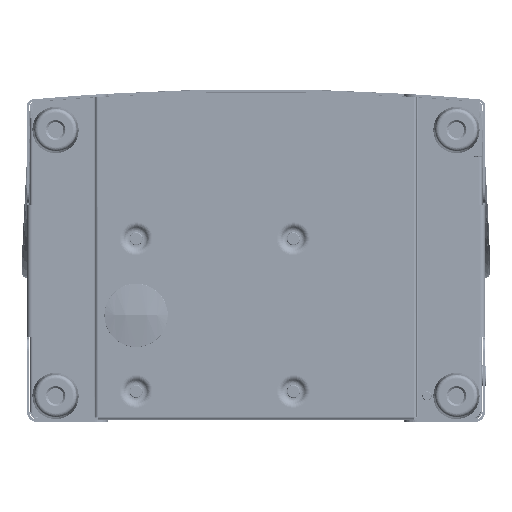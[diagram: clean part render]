
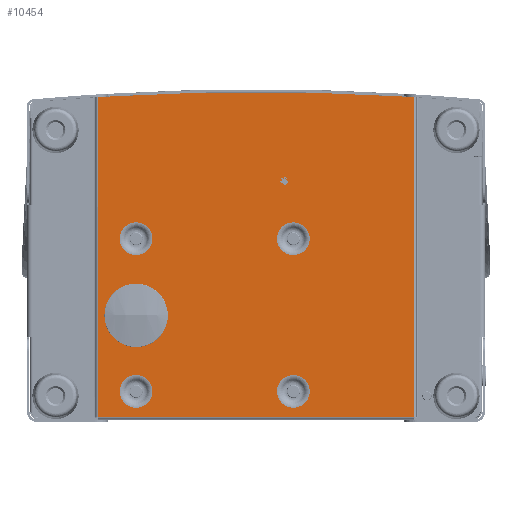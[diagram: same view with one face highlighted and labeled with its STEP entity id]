
A CAD part, front view. The second image highlights one B-rep face of the part: STEP entity #10454.
In plain terms, the highlighted planar face has unit normal (0, -1, 0).
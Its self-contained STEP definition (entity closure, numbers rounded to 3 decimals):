
#3757=CARTESIAN_POINT('',(-120.5,0.,246.175));
#3759=CARTESIAN_POINT('',(-91.5,0.,21.5));
#3760=DIRECTION('',(0.,-1.,0.));
#3761=DIRECTION('',(-1.,0.,0.));
#3762=AXIS2_PLACEMENT_3D('',#3759,#3760,#3761);
#3764=CARTESIAN_POINT('',(-91.5,0.,21.5));
#3765=DIRECTION('',(0.,-1.,0.));
#3766=DIRECTION('',(1.,0.,0.));
#3767=AXIS2_PLACEMENT_3D('',#3764,#3765,#3766);
#3769=CARTESIAN_POINT('',(-91.5,0.,138.));
#3770=DIRECTION('',(0.,-1.,0.));
#3771=DIRECTION('',(-1.,0.,0.));
#3772=AXIS2_PLACEMENT_3D('',#3769,#3770,#3771);
#3774=CARTESIAN_POINT('',(-91.5,0.,138.));
#3775=DIRECTION('',(0.,-1.,0.));
#3776=DIRECTION('',(1.,0.,0.));
#3777=AXIS2_PLACEMENT_3D('',#3774,#3775,#3776);
#3779=CARTESIAN_POINT('',(28.5,0.,21.5));
#3780=DIRECTION('',(0.,-1.,0.));
#3781=DIRECTION('',(-1.,0.,0.));
#3782=AXIS2_PLACEMENT_3D('',#3779,#3780,#3781);
#3784=CARTESIAN_POINT('',(28.5,0.,21.5));
#3785=DIRECTION('',(0.,-1.,0.));
#3786=DIRECTION('',(1.,0.,0.));
#3787=AXIS2_PLACEMENT_3D('',#3784,#3785,#3786);
#3789=CARTESIAN_POINT('',(28.5,0.,138.));
#3790=DIRECTION('',(0.,-1.,0.));
#3791=DIRECTION('',(-1.,0.,0.));
#3792=AXIS2_PLACEMENT_3D('',#3789,#3790,#3791);
#3794=CARTESIAN_POINT('',(28.5,0.,138.));
#3795=DIRECTION('',(0.,-1.,0.));
#3796=DIRECTION('',(1.,0.,0.));
#3797=AXIS2_PLACEMENT_3D('',#3794,#3795,#3796);
#3799=DIRECTION('',(0.,0.,-1.));
#3800=VECTOR('',#3799,244.175);
#3801=CARTESIAN_POINT('',(-120.5,0.,246.175));
#3802=LINE('',#3801,#3800);
#3803=CARTESIAN_POINT('',(0.,0.,-1650.));
#3804=DIRECTION('',(0.,1.,0.));
#3805=DIRECTION('',(-0.063,0.,0.998));
#3806=AXIS2_PLACEMENT_3D('',#3803,#3804,#3805);
#3808=DIRECTION('',(0.,0.,1.));
#3809=VECTOR('',#3808,244.175);
#3810=CARTESIAN_POINT('',(120.5,0.,2.));
#3811=LINE('',#3810,#3809);
#3812=DIRECTION('',(-1.,0.,0.));
#3813=VECTOR('',#3812,241.);
#3814=CARTESIAN_POINT('',(120.5,0.,2.));
#3815=LINE('',#3814,#3813);
#3816=CARTESIAN_POINT('',(21.5,0.,182.));
#3817=DIRECTION('',(0.,-1.,0.));
#3818=DIRECTION('',(1.,0.,0.));
#3819=AXIS2_PLACEMENT_3D('',#3816,#3817,#3818);
#3821=CARTESIAN_POINT('',(21.5,0.,182.));
#3822=DIRECTION('',(0.,-1.,0.));
#3823=DIRECTION('',(-1.,0.,0.));
#3824=AXIS2_PLACEMENT_3D('',#3821,#3822,#3823);
#3826=CARTESIAN_POINT('',(-91.5,0.,79.5));
#3827=DIRECTION('',(0.,-1.,0.));
#3828=DIRECTION('',(-1.,0.,0.));
#3829=AXIS2_PLACEMENT_3D('',#3826,#3827,#3828);
#3831=CARTESIAN_POINT('',(-91.5,0.,79.5));
#3832=DIRECTION('',(0.,-1.,0.));
#3833=DIRECTION('',(1.,0.,0.));
#3834=AXIS2_PLACEMENT_3D('',#3831,#3832,#3833);
#4108=CARTESIAN_POINT('',(120.5,0.,246.175));
#4492=CARTESIAN_POINT('',(-120.5,0.,2.));
#4493=VERTEX_POINT('',#4492);
#4560=CARTESIAN_POINT('',(120.5,0.,2.));
#4561=VERTEX_POINT('',#4560);
#4602=CARTESIAN_POINT('',(-104.,0.,21.5));
#4603=CARTESIAN_POINT('',(-79.,0.,21.5));
#4604=VERTEX_POINT('',#4602);
#4605=VERTEX_POINT('',#4603);
#4626=CARTESIAN_POINT('',(-104.,0.,138.));
#4627=CARTESIAN_POINT('',(-79.,0.,138.));
#4628=VERTEX_POINT('',#4626);
#4629=VERTEX_POINT('',#4627);
#4650=CARTESIAN_POINT('',(16.,0.,21.5));
#4651=CARTESIAN_POINT('',(41.,0.,21.5));
#4652=VERTEX_POINT('',#4650);
#4653=VERTEX_POINT('',#4651);
#4674=CARTESIAN_POINT('',(16.,0.,138.));
#4675=CARTESIAN_POINT('',(41.,0.,138.));
#4676=VERTEX_POINT('',#4674);
#4677=VERTEX_POINT('',#4675);
#4696=VERTEX_POINT('',#4108);
#4796=CARTESIAN_POINT('',(23.5,0.,182.));
#4797=CARTESIAN_POINT('',(19.5,0.,182.));
#4798=VERTEX_POINT('',#4796);
#4799=VERTEX_POINT('',#4797);
#4888=VERTEX_POINT('',#3757);
#5625=CARTESIAN_POINT('',(-69.,0.,79.5));
#5626=CARTESIAN_POINT('',(-114.,0.,79.5));
#5627=VERTEX_POINT('',#5625);
#5628=VERTEX_POINT('',#5626);
#10404=CARTESIAN_POINT('',(-172.5,0.,0.));
#10405=DIRECTION('',(0.,-1.,0.));
#10406=DIRECTION('',(1.,0.,0.));
#10407=AXIS2_PLACEMENT_3D('',#10404,#10405,#10406);
#10408=PLANE('',#10407);
#10409=ORIENTED_EDGE('',*,*,#10392,.F.);
#10411=ORIENTED_EDGE('',*,*,#10410,.T.);
#10413=ORIENTED_EDGE('',*,*,#10412,.F.);
#10415=ORIENTED_EDGE('',*,*,#10414,.T.);
#10416=EDGE_LOOP('',(#10409,#10411,#10413,#10415));
#10417=FACE_OUTER_BOUND('',#10416,.F.);
#10419=ORIENTED_EDGE('',*,*,#10418,.T.);
#10421=ORIENTED_EDGE('',*,*,#10420,.T.);
#10422=EDGE_LOOP('',(#10419,#10421));
#10423=FACE_BOUND('',#10422,.F.);
#10425=ORIENTED_EDGE('',*,*,#10424,.T.);
#10427=ORIENTED_EDGE('',*,*,#10426,.T.);
#10428=EDGE_LOOP('',(#10425,#10427));
#10429=FACE_BOUND('',#10428,.F.);
#10431=ORIENTED_EDGE('',*,*,#10430,.T.);
#10433=ORIENTED_EDGE('',*,*,#10432,.T.);
#10434=EDGE_LOOP('',(#10431,#10433));
#10435=FACE_BOUND('',#10434,.F.);
#10437=ORIENTED_EDGE('',*,*,#10436,.T.);
#10439=ORIENTED_EDGE('',*,*,#10438,.T.);
#10440=EDGE_LOOP('',(#10437,#10439));
#10441=FACE_BOUND('',#10440,.F.);
#10443=ORIENTED_EDGE('',*,*,#10442,.T.);
#10445=ORIENTED_EDGE('',*,*,#10444,.T.);
#10446=EDGE_LOOP('',(#10443,#10445));
#10447=FACE_BOUND('',#10446,.F.);
#10449=ORIENTED_EDGE('',*,*,#10448,.T.);
#10451=ORIENTED_EDGE('',*,*,#10450,.T.);
#10452=EDGE_LOOP('',(#10449,#10451));
#10453=FACE_BOUND('',#10452,.F.);
#10454=ADVANCED_FACE('',(#10417,#10423,#10429,#10435,#10441,#10447,#10453),
#10408,.T.);
#3763=CIRCLE('',#3762,12.5);
#3768=CIRCLE('',#3767,12.5);
#3773=CIRCLE('',#3772,12.5);
#3778=CIRCLE('',#3777,12.5);
#3783=CIRCLE('',#3782,12.5);
#3788=CIRCLE('',#3787,12.5);
#3793=CIRCLE('',#3792,12.5);
#3798=CIRCLE('',#3797,12.5);
#3807=CIRCLE('',#3806,1900.);
#3820=CIRCLE('',#3819,2.);
#3825=CIRCLE('',#3824,2.);
#3830=CIRCLE('',#3829,22.5);
#3835=CIRCLE('',#3834,22.5);
#10392=EDGE_CURVE('',#4888,#4493,#3802,.T.);
#10410=EDGE_CURVE('',#4888,#4696,#3807,.T.);
#10412=EDGE_CURVE('',#4561,#4696,#3811,.T.);
#10414=EDGE_CURVE('',#4561,#4493,#3815,.T.);
#10418=EDGE_CURVE('',#4628,#4629,#3773,.T.);
#10420=EDGE_CURVE('',#4629,#4628,#3778,.T.);
#10424=EDGE_CURVE('',#4652,#4653,#3783,.T.);
#10426=EDGE_CURVE('',#4653,#4652,#3788,.T.);
#10430=EDGE_CURVE('',#4676,#4677,#3793,.T.);
#10432=EDGE_CURVE('',#4677,#4676,#3798,.T.);
#10436=EDGE_CURVE('',#4604,#4605,#3763,.T.);
#10438=EDGE_CURVE('',#4605,#4604,#3768,.T.);
#10442=EDGE_CURVE('',#4798,#4799,#3820,.T.);
#10444=EDGE_CURVE('',#4799,#4798,#3825,.T.);
#10448=EDGE_CURVE('',#5628,#5627,#3830,.T.);
#10450=EDGE_CURVE('',#5627,#5628,#3835,.T.);
